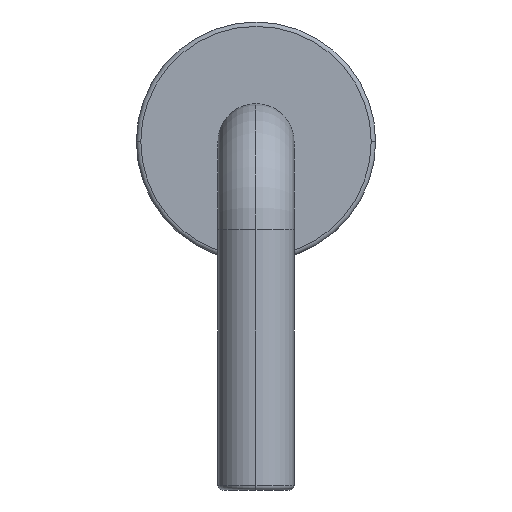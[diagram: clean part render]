
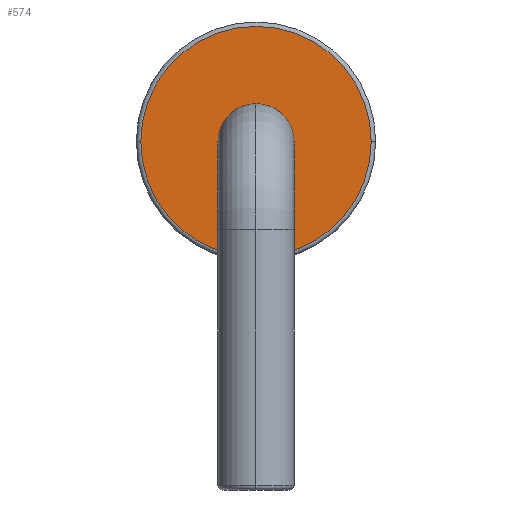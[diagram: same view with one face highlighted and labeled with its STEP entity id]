
A CAD part, left-side view. The second image highlights one B-rep face of the part: STEP entity #574.
In plain terms, the highlighted planar face has unit normal (-1, 0, 0).
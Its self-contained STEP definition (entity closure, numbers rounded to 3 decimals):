
#176 = VERTEX_POINT('',#177);
#177 = CARTESIAN_POINT('',(-2.593,1.31,1.46));
#184 = EDGE_CURVE('',#185,#176,#187,.T.);
#185 = VERTEX_POINT('',#186);
#186 = CARTESIAN_POINT('',(-2.593,-1.31,1.46));
#187 = CIRCLE('',#188,1.31);
#188 = AXIS2_PLACEMENT_3D('',#189,#190,#191);
#189 = CARTESIAN_POINT('',(-2.593,0.,1.46));
#190 = DIRECTION('',(-1.,0.,0.));
#191 = DIRECTION('',(0.,-1.,0.));
#444 = VERTEX_POINT('',#445);
#445 = CARTESIAN_POINT('',(-2.593,0.,1.028));
#451 = EDGE_CURVE('',#452,#444,#454,.T.);
#452 = VERTEX_POINT('',#453);
#453 = CARTESIAN_POINT('',(-2.593,0.,1.892));
#454 = CIRCLE('',#455,0.432);
#455 = AXIS2_PLACEMENT_3D('',#456,#457,#458);
#456 = CARTESIAN_POINT('',(-2.593,0.,1.46));
#457 = DIRECTION('',(1.,0.,0.));
#458 = DIRECTION('',(0.,-1.,0.));
#574 = ADVANCED_FACE('',(#575,#585),#595,.T.);
#575 = FACE_BOUND('',#576,.T.);
#576 = EDGE_LOOP('',(#577,#578));
#577 = ORIENTED_EDGE('',*,*,#184,.T.);
#578 = ORIENTED_EDGE('',*,*,#579,.T.);
#579 = EDGE_CURVE('',#176,#185,#580,.T.);
#580 = CIRCLE('',#581,1.31);
#581 = AXIS2_PLACEMENT_3D('',#582,#583,#584);
#582 = CARTESIAN_POINT('',(-2.593,0.,1.46));
#583 = DIRECTION('',(-1.,0.,0.));
#584 = DIRECTION('',(0.,-1.,0.));
#585 = FACE_BOUND('',#586,.T.);
#586 = EDGE_LOOP('',(#587,#588));
#587 = ORIENTED_EDGE('',*,*,#451,.T.);
#588 = ORIENTED_EDGE('',*,*,#589,.T.);
#589 = EDGE_CURVE('',#444,#452,#590,.T.);
#590 = CIRCLE('',#591,0.432);
#591 = AXIS2_PLACEMENT_3D('',#592,#593,#594);
#592 = CARTESIAN_POINT('',(-2.593,0.,1.46));
#593 = DIRECTION('',(1.,0.,0.));
#594 = DIRECTION('',(0.,-1.,0.));
#595 = PLANE('',#596);
#596 = AXIS2_PLACEMENT_3D('',#597,#598,#599);
#597 = CARTESIAN_POINT('',(-2.593,-0.432,1.46));
#598 = DIRECTION('',(-1.,0.,0.));
#599 = DIRECTION('',(0.,-1.,0.));
